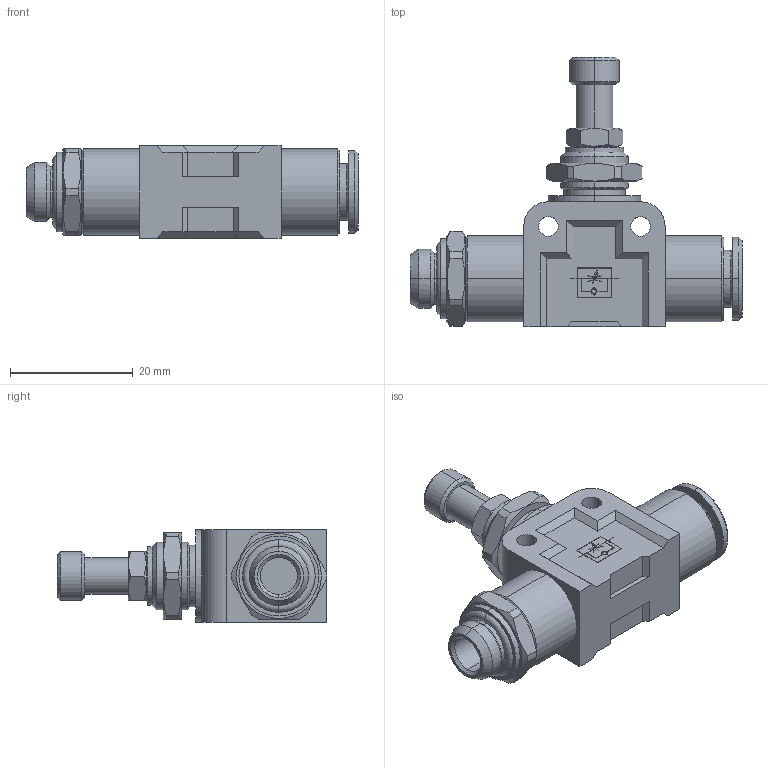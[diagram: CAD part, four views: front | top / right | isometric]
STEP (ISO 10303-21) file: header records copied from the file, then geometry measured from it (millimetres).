
FILE_DESCRIPTION (( 'STEP AP203' ), '1' );
FILE_NAME ('04250C41.STEP', '2011-06-22T16:26:53', ( 'Flavio' ), ( '' ), 'SwSTEP 2.0', 'SolidWorks 2011', '' );
FILE_SCHEMA (( 'CONFIG_CONTROL_DESIGN' ));
Length unit declared in the file: millimetre
Products named in the file (1): 04250C41
Bounding box: 54 x 43.81 x 15 mm (x, y, z)
Volume: 10540.7 mm3; surface area: 5680.2 mm2
Topology: 1 solids, 6 shells, 268 faces, 659 edges, 425 vertices
Faces by surface type: plane 143, cylinder 76, cone 47, torus 2
Entity records: 8211 total; most frequent: CARTESIAN_POINT 1756, DIRECTION 1321, ORIENTED_EDGE 1314, EDGE_CURVE 657, AXIS2_PLACEMENT_3D 457, VERTEX_POINT 425, VECTOR 407, LINE 407
